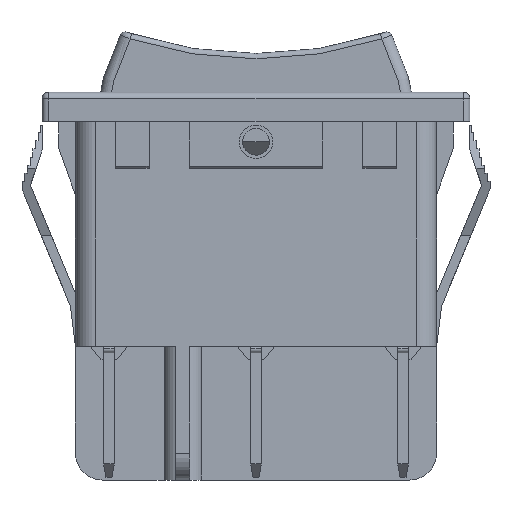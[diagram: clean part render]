
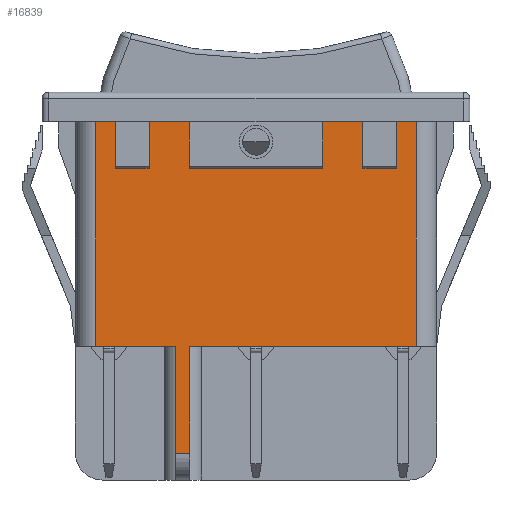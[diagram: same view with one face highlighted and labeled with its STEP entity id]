
A CAD part, front view. The second image highlights one B-rep face of the part: STEP entity #16839.
In plain terms, the highlighted planar face has unit normal (0, -1, 0).
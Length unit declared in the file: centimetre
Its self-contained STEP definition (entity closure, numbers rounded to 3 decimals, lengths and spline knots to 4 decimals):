
#671=PLANE('',#17584);
#806=LINE('',#21496,#2617);
#942=LINE('',#21796,#2753);
#2096=LINE('',#31610,#3907);
#2100=LINE('',#31618,#3911);
#2104=LINE('',#31626,#3915);
#2108=LINE('',#31634,#3919);
#2425=LINE('',#32269,#4236);
#2427=LINE('',#32272,#4238);
#2431=LINE('',#32281,#4242);
#2433=LINE('',#32284,#4244);
#2437=LINE('',#32293,#4248);
#2439=LINE('',#32296,#4250);
#2441=LINE('',#32300,#4252);
#2443=LINE('',#32304,#4254);
#2445=LINE('',#32308,#4256);
#2446=LINE('',#32310,#4257);
#2447=LINE('',#32312,#4258);
#2448=LINE('',#32314,#4259);
#2449=LINE('',#32315,#4260);
#2450=LINE('',#32316,#4261);
#2617=VECTOR('',#17963,1.);
#2753=VECTOR('',#18221,1.);
#3907=VECTOR('',#20153,1.);
#3911=VECTOR('',#20157,1.);
#3915=VECTOR('',#20161,1.);
#3919=VECTOR('',#20165,1.);
#4236=VECTOR('',#20740,1.);
#4238=VECTOR('',#20744,1.);
#4242=VECTOR('',#20750,1.);
#4244=VECTOR('',#20754,1.);
#4248=VECTOR('',#20760,1.);
#4250=VECTOR('',#20764,1.);
#4252=VECTOR('',#20770,1.);
#4254=VECTOR('',#20776,1.);
#4256=VECTOR('',#20782,1.);
#4257=VECTOR('',#20785,1.);
#4258=VECTOR('',#20786,1.);
#4259=VECTOR('',#20787,1.);
#4260=VECTOR('',#20788,1.);
#4261=VECTOR('',#20789,1.);
#5219=FACE_OUTER_BOUND('',#6195,.T.);
#6195=EDGE_LOOP('',(#15498,#15499,#15500,#15501,#15502,#15503,#15504,#15505,
#15506,#15507,#15508,#15509,#15510,#15511,#15512,#15513,#15514,#15515,#15516,
#15517));
#6961=VERTEX_POINT('',#21481);
#6968=VERTEX_POINT('',#21494);
#7070=VERTEX_POINT('',#21793);
#7071=VERTEX_POINT('',#21795);
#8204=VERTEX_POINT('',#31607);
#8205=VERTEX_POINT('',#31609);
#8208=VERTEX_POINT('',#31615);
#8209=VERTEX_POINT('',#31617);
#8212=VERTEX_POINT('',#31623);
#8213=VERTEX_POINT('',#31625);
#8216=VERTEX_POINT('',#31631);
#8217=VERTEX_POINT('',#31633);
#8403=VERTEX_POINT('',#32262);
#8406=VERTEX_POINT('',#32267);
#8407=VERTEX_POINT('',#32274);
#8410=VERTEX_POINT('',#32279);
#8411=VERTEX_POINT('',#32286);
#8414=VERTEX_POINT('',#32291);
#8415=VERTEX_POINT('',#32311);
#8416=VERTEX_POINT('',#32313);
#8621=EDGE_CURVE('',#6961,#6968,#806,.T.);
#8769=EDGE_CURVE('',#7071,#7070,#942,.T.);
#10448=EDGE_CURVE('',#8205,#8204,#2096,.T.);
#10452=EDGE_CURVE('',#8209,#8208,#2100,.T.);
#10456=EDGE_CURVE('',#8213,#8212,#2104,.T.);
#10460=EDGE_CURVE('',#8217,#8216,#2108,.T.);
#10778=EDGE_CURVE('',#8403,#8406,#2425,.T.);
#10780=EDGE_CURVE('',#8406,#8213,#2427,.T.);
#10784=EDGE_CURVE('',#8407,#8410,#2431,.T.);
#10786=EDGE_CURVE('',#8410,#8209,#2433,.T.);
#10790=EDGE_CURVE('',#8411,#8414,#2437,.T.);
#10792=EDGE_CURVE('',#8414,#8205,#2439,.T.);
#10794=EDGE_CURVE('',#8212,#8407,#2441,.T.);
#10796=EDGE_CURVE('',#8216,#8403,#2443,.T.);
#10798=EDGE_CURVE('',#8208,#8411,#2445,.T.);
#10799=EDGE_CURVE('',#7071,#8204,#2446,.T.);
#10800=EDGE_CURVE('',#7070,#8415,#2447,.T.);
#10801=EDGE_CURVE('',#8416,#8415,#2448,.T.);
#10802=EDGE_CURVE('',#6961,#8416,#2449,.T.);
#10803=EDGE_CURVE('',#6968,#8217,#2450,.T.);
#15498=ORIENTED_EDGE('',*,*,#10794,.T.);
#15499=ORIENTED_EDGE('',*,*,#10784,.T.);
#15500=ORIENTED_EDGE('',*,*,#10786,.T.);
#15501=ORIENTED_EDGE('',*,*,#10452,.T.);
#15502=ORIENTED_EDGE('',*,*,#10798,.T.);
#15503=ORIENTED_EDGE('',*,*,#10790,.T.);
#15504=ORIENTED_EDGE('',*,*,#10792,.T.);
#15505=ORIENTED_EDGE('',*,*,#10448,.T.);
#15506=ORIENTED_EDGE('',*,*,#10799,.F.);
#15507=ORIENTED_EDGE('',*,*,#8769,.T.);
#15508=ORIENTED_EDGE('',*,*,#10800,.T.);
#15509=ORIENTED_EDGE('',*,*,#10801,.F.);
#15510=ORIENTED_EDGE('',*,*,#10802,.F.);
#15511=ORIENTED_EDGE('',*,*,#8621,.T.);
#15512=ORIENTED_EDGE('',*,*,#10803,.T.);
#15513=ORIENTED_EDGE('',*,*,#10460,.T.);
#15514=ORIENTED_EDGE('',*,*,#10796,.T.);
#15515=ORIENTED_EDGE('',*,*,#10778,.T.);
#15516=ORIENTED_EDGE('',*,*,#10780,.T.);
#15517=ORIENTED_EDGE('',*,*,#10456,.T.);
#16839=ADVANCED_FACE('',(#5219),#671,.T.);
#17584=AXIS2_PLACEMENT_3D('',#32309,#20783,#20784);
#17963=DIRECTION('',(1.,0.,0.));
#18221=DIRECTION('',(1.,0.,0.));
#20153=DIRECTION('',(-1.,0.,0.));
#20157=DIRECTION('',(-1.,0.,0.));
#20161=DIRECTION('',(-1.,0.,0.));
#20165=DIRECTION('',(-1.,0.,0.));
#20740=DIRECTION('',(-1.,0.,0.));
#20744=DIRECTION('',(0.,0.,1.));
#20750=DIRECTION('',(-1.,0.,0.));
#20754=DIRECTION('',(0.,0.,1.));
#20760=DIRECTION('',(-1.,0.,0.));
#20764=DIRECTION('',(0.,0.,1.));
#20770=DIRECTION('',(0.,0.,-1.));
#20776=DIRECTION('',(0.,0.,-1.));
#20782=DIRECTION('',(0.,0.,-1.));
#20783=DIRECTION('center_axis',(0.,-1.,0.));
#20784=DIRECTION('ref_axis',(0.,0.,-1.));
#20785=DIRECTION('',(0.,0.,1.));
#20786=DIRECTION('',(0.,0.,-1.));
#20787=DIRECTION('',(-1.,0.,0.));
#20788=DIRECTION('',(0.,0.,-1.));
#20789=DIRECTION('',(0.,0.,1.));
#21481=CARTESIAN_POINT('',(-0.494,-1.075,0.));
#21494=CARTESIAN_POINT('',(1.2,-1.075,0.));
#21496=CARTESIAN_POINT('',(-1.2,-1.075,0.));
#21793=CARTESIAN_POINT('',(-0.6,-1.075,0.));
#21795=CARTESIAN_POINT('',(-1.2,-1.075,0.));
#21796=CARTESIAN_POINT('',(-1.2,-1.075,0.));
#31607=CARTESIAN_POINT('',(-1.2,-1.075,1.68));
#31609=CARTESIAN_POINT('',(-1.05,-1.075,1.68));
#31610=CARTESIAN_POINT('',(-1.2,-1.075,1.68));
#31615=CARTESIAN_POINT('',(-0.8,-1.075,1.68));
#31617=CARTESIAN_POINT('',(-0.5,-1.075,1.68));
#31618=CARTESIAN_POINT('',(-1.2,-1.075,1.68));
#31623=CARTESIAN_POINT('',(0.5,-1.075,1.68));
#31625=CARTESIAN_POINT('',(0.8,-1.075,1.68));
#31626=CARTESIAN_POINT('',(-1.2,-1.075,1.68));
#31631=CARTESIAN_POINT('',(1.05,-1.075,1.68));
#31633=CARTESIAN_POINT('',(1.2,-1.075,1.68));
#31634=CARTESIAN_POINT('',(-1.2,-1.075,1.68));
#32262=CARTESIAN_POINT('',(1.05,-1.075,1.33));
#32267=CARTESIAN_POINT('',(0.8,-1.075,1.33));
#32269=CARTESIAN_POINT('',(1.0625,-1.075,1.33));
#32272=CARTESIAN_POINT('',(0.8,-1.075,0.84));
#32274=CARTESIAN_POINT('',(0.5,-1.075,1.33));
#32279=CARTESIAN_POINT('',(-0.5,-1.075,1.33));
#32281=CARTESIAN_POINT('',(0.6,-1.075,1.33));
#32284=CARTESIAN_POINT('',(-0.5,-1.075,0.84));
#32286=CARTESIAN_POINT('',(-0.8,-1.075,1.33));
#32291=CARTESIAN_POINT('',(-1.05,-1.075,1.33));
#32293=CARTESIAN_POINT('',(0.1375,-1.075,1.33));
#32296=CARTESIAN_POINT('',(-1.05,-1.075,0.84));
#32300=CARTESIAN_POINT('',(0.5,-1.075,0.84));
#32304=CARTESIAN_POINT('',(1.05,-1.075,0.84));
#32308=CARTESIAN_POINT('',(-0.8,-1.075,0.84));
#32309=CARTESIAN_POINT('Origin',(1.2,-1.075,0.));
#32310=CARTESIAN_POINT('',(-1.2,-1.075,0.));
#32311=CARTESIAN_POINT('',(-0.6,-1.075,-0.8));
#32312=CARTESIAN_POINT('',(-0.6,-1.075,0.));
#32313=CARTESIAN_POINT('',(-0.494,-1.075,-0.8));
#32314=CARTESIAN_POINT('',(0.4879,-1.075,-0.8));
#32315=CARTESIAN_POINT('',(-0.494,-1.075,0.));
#32316=CARTESIAN_POINT('',(1.2,-1.075,0.));
